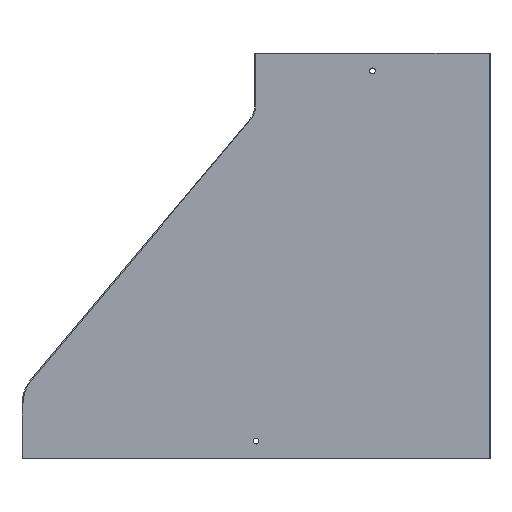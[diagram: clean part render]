
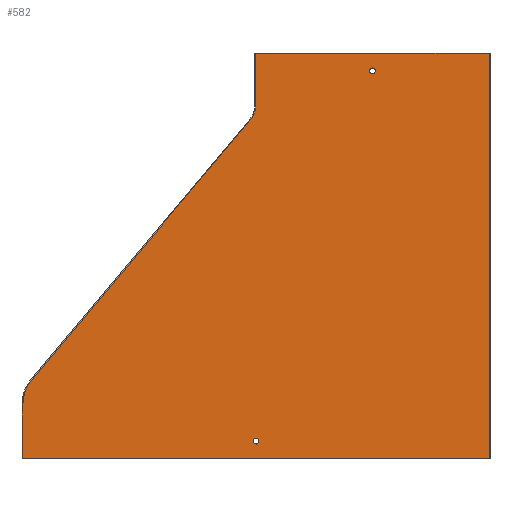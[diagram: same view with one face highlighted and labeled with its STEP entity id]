
A CAD part, front view. The second image highlights one B-rep face of the part: STEP entity #582.
In plain terms, the highlighted planar face has unit normal (0, -1, 0).
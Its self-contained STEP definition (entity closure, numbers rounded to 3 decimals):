
#14 = DIRECTION ( 'NONE',  ( -1., 0., 0. ) ) ;
#41 = CARTESIAN_POINT ( 'NONE',  ( -402., 0., -348. ) ) ;
#45 = VERTEX_POINT ( 'NONE', #406 ) ;
#55 = FACE_BOUND ( 'NONE', #280, .T. ) ;
#58 = FACE_BOUND ( 'NONE', #277, .T. ) ;
#66 = VERTEX_POINT ( 'NONE', #402 ) ;
#68 = FACE_OUTER_BOUND ( 'NONE', #287, .T. ) ;
#90 = VECTOR ( 'NONE', #662, 1000. ) ;
#92 = LINE ( 'NONE', #654, #90 ) ;
#93 = VECTOR ( 'NONE', #668, 1000. ) ;
#94 = CIRCLE ( 'NONE', #550, 31.2 ) ;
#95 = LINE ( 'NONE', #659, #93 ) ;
#96 = CIRCLE ( 'NONE', #549, 18.8 ) ;
#97 = VECTOR ( 'NONE', #666, 1000. ) ;
#98 = VECTOR ( 'NONE', #676, 1000. ) ;
#99 = CIRCLE ( 'NONE', #548, 2.5 ) ;
#100 = CIRCLE ( 'NONE', #547, 2.5 ) ;
#103 = LINE ( 'NONE', #684, #97 ) ;
#109 = LINE ( 'NONE', #651, #98 ) ;
#126 = VECTOR ( 'NONE', #14, 1000. ) ;
#129 = LINE ( 'NONE', #41, #126 ) ;
#153 = VECTOR ( 'NONE', #448, 1000. ) ;
#156 = LINE ( 'NONE', #446, #153 ) ;
#181 = EDGE_CURVE ( 'NONE', #467, #473, #156, .T. ) ;
#195 = EDGE_CURVE ( 'NONE', #485, #486, #129, .T. ) ;
#211 = EDGE_CURVE ( 'NONE', #45, #45, #100, .T. ) ;
#212 = EDGE_CURVE ( 'NONE', #66, #66, #99, .T. ) ;
#213 = EDGE_CURVE ( 'NONE', #485, #473, #103, .T. ) ;
#214 = EDGE_CURVE ( 'NONE', #467, #487, #109, .T. ) ;
#215 = EDGE_CURVE ( 'NONE', #487, #465, #96, .T. ) ;
#216 = EDGE_CURVE ( 'NONE', #465, #464, #95, .T. ) ;
#217 = EDGE_CURVE ( 'NONE', #464, #466, #94, .T. ) ;
#218 = EDGE_CURVE ( 'NONE', #466, #486, #92, .T. ) ;
#277 = EDGE_LOOP ( 'NONE', ( #299 ) ) ;
#280 = EDGE_LOOP ( 'NONE', ( #300 ) ) ;
#287 = EDGE_LOOP ( 'NONE', ( #538, #295, #296, #297, #536, #540, #541, #542 ) ) ;
#295 = ORIENTED_EDGE ( 'NONE', *, *, #213, .T. ) ;
#296 = ORIENTED_EDGE ( 'NONE', *, *, #181, .F. ) ;
#297 = ORIENTED_EDGE ( 'NONE', *, *, #214, .T. ) ;
#299 = ORIENTED_EDGE ( 'NONE', *, *, #211, .T. ) ;
#300 = ORIENTED_EDGE ( 'NONE', *, *, #212, .T. ) ;
#385 = DIRECTION ( 'NONE',  ( 0., 1., 0. ) ) ;
#390 = CARTESIAN_POINT ( 'NONE',  ( -220., 0., -44.797 ) ) ;
#392 = PLANE ( 'NONE',  #602 ) ;
#394 = DIRECTION ( 'NONE',  ( 0., 0., 1. ) ) ;
#402 = CARTESIAN_POINT ( 'NONE',  ( -201., 0., -330.5 ) ) ;
#406 = CARTESIAN_POINT ( 'NONE',  ( -101., 0., -12.5 ) ) ;
#446 = CARTESIAN_POINT ( 'NONE',  ( -202., 0., 0. ) ) ;
#448 = DIRECTION ( 'NONE',  ( 1., 0., 0. ) ) ;
#464 = VERTEX_POINT ( 'NONE', #614 ) ;
#465 = VERTEX_POINT ( 'NONE', #635 ) ;
#466 = VERTEX_POINT ( 'NONE', #610 ) ;
#467 = VERTEX_POINT ( 'NONE', #682 ) ;
#473 = VERTEX_POINT ( 'NONE', #625 ) ;
#485 = VERTEX_POINT ( 'NONE', #650 ) ;
#486 = VERTEX_POINT ( 'NONE', #649 ) ;
#487 = VERTEX_POINT ( 'NONE', #648 ) ;
#536 = ORIENTED_EDGE ( 'NONE', *, *, #215, .T. ) ;
#538 = ORIENTED_EDGE ( 'NONE', *, *, #195, .F. ) ;
#540 = ORIENTED_EDGE ( 'NONE', *, *, #216, .T. ) ;
#541 = ORIENTED_EDGE ( 'NONE', *, *, #217, .T. ) ;
#542 = ORIENTED_EDGE ( 'NONE', *, *, #218, .T. ) ;
#547 = AXIS2_PLACEMENT_3D ( 'NONE', #652, #664, #663 ) ;
#548 = AXIS2_PLACEMENT_3D ( 'NONE', #658, #657, #667 ) ;
#549 = AXIS2_PLACEMENT_3D ( 'NONE', #661, #660, #638 ) ;
#550 = AXIS2_PLACEMENT_3D ( 'NONE', #690, #703, #704 ) ;
#582 = ADVANCED_FACE ( 'NONE', ( #58, #55, #68 ), #392, .F. ) ;
#602 = AXIS2_PLACEMENT_3D ( 'NONE', #390, #385, #394 ) ;
#610 = CARTESIAN_POINT ( 'NONE',  ( -401.2, 0., -301.016 ) ) ;
#614 = CARTESIAN_POINT ( 'NONE',  ( -393.886, 0., -280.944 ) ) ;
#625 = CARTESIAN_POINT ( 'NONE',  ( -0.8, 0., 0. ) ) ;
#635 = CARTESIAN_POINT ( 'NONE',  ( -205.607, 0., -56.892 ) ) ;
#638 = DIRECTION ( 'NONE',  ( 0., 0., 1. ) ) ;
#648 = CARTESIAN_POINT ( 'NONE',  ( -201.2, 0., -44.797 ) ) ;
#649 = CARTESIAN_POINT ( 'NONE',  ( -401.2, 0., -348. ) ) ;
#650 = CARTESIAN_POINT ( 'NONE',  ( -0.8, 0., -348. ) ) ;
#651 = CARTESIAN_POINT ( 'NONE',  ( -201.2, 0., -44.797 ) ) ;
#652 = CARTESIAN_POINT ( 'NONE',  ( -101., 0., -15. ) ) ;
#654 = CARTESIAN_POINT ( 'NONE',  ( -401.2, 0., -44.797 ) ) ;
#657 = DIRECTION ( 'NONE',  ( 0., 1., 0. ) ) ;
#658 = CARTESIAN_POINT ( 'NONE',  ( -201., 0., -333. ) ) ;
#659 = CARTESIAN_POINT ( 'NONE',  ( -205.607, 0., -56.892 ) ) ;
#660 = DIRECTION ( 'NONE',  ( 0., 1., 0. ) ) ;
#661 = CARTESIAN_POINT ( 'NONE',  ( -220., 0., -44.797 ) ) ;
#662 = DIRECTION ( 'NONE',  ( 0., 0., -1. ) ) ;
#663 = DIRECTION ( 'NONE',  ( 0., 0., 1. ) ) ;
#664 = DIRECTION ( 'NONE',  ( 0., 1., 0. ) ) ;
#666 = DIRECTION ( 'NONE',  ( 0., 0., 1. ) ) ;
#667 = DIRECTION ( 'NONE',  ( 0., 0., 1. ) ) ;
#668 = DIRECTION ( 'NONE',  ( -0.643, 0., -0.766 ) ) ;
#676 = DIRECTION ( 'NONE',  ( 0., 0., -1. ) ) ;
#682 = CARTESIAN_POINT ( 'NONE',  ( -201.2, 0., 0. ) ) ;
#684 = CARTESIAN_POINT ( 'NONE',  ( -0.8, 0., -44.797 ) ) ;
#690 = CARTESIAN_POINT ( 'NONE',  ( -370., 0., -301.016 ) ) ;
#703 = DIRECTION ( 'NONE',  ( 0., -1., 0. ) ) ;
#704 = DIRECTION ( 'NONE',  ( 0., 0., 1. ) ) ;
